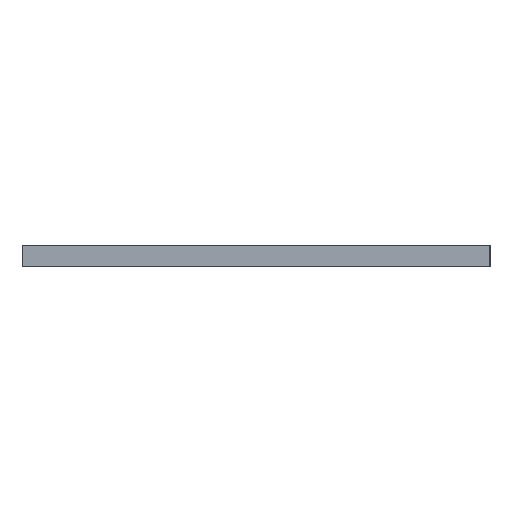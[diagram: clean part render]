
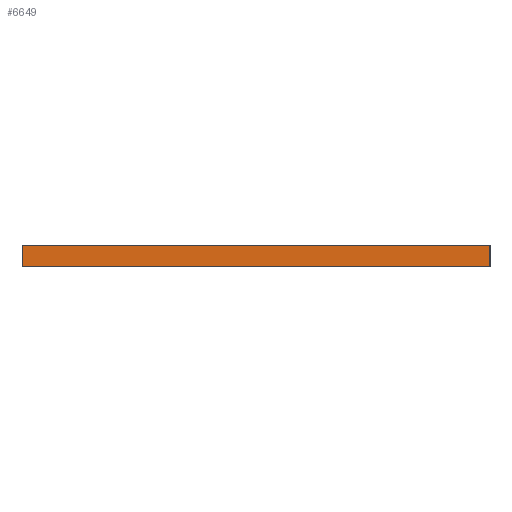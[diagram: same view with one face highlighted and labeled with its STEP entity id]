
A CAD part, left-side view. The second image highlights one B-rep face of the part: STEP entity #6649.
In plain terms, the highlighted planar face has unit normal (-1, 0, 0).
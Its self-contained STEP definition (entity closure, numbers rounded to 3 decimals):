
#1580 = CARTESIAN_POINT ( 'NONE',  ( -75.5, -43.5, 2. ) ) ;
#1650 = DIRECTION ( 'NONE',  ( 0., 0., -1. ) ) ;
#1731 = VERTEX_POINT ( 'NONE', #7125 ) ;
#1778 = EDGE_CURVE ( 'NONE', #6768, #1731, #8450, .T. ) ;
#2154 = VECTOR ( 'NONE', #7356, 1000. ) ;
#2696 = EDGE_LOOP ( 'NONE', ( #8548, #11617, #6146, #3550 ) ) ;
#3201 = CARTESIAN_POINT ( 'NONE',  ( -75.5, 43.5, 2. ) ) ;
#3204 = CARTESIAN_POINT ( 'NONE',  ( -75.5, 43.5, 2. ) ) ;
#3481 = LINE ( 'NONE', #7745, #2154 ) ;
#3550 = ORIENTED_EDGE ( 'NONE', *, *, #11917, .T. ) ;
#4078 = LINE ( 'NONE', #4217, #12732 ) ;
#4111 = FACE_OUTER_BOUND ( 'NONE', #2696, .T. ) ;
#4168 = VECTOR ( 'NONE', #7535, 1000. ) ;
#4217 = CARTESIAN_POINT ( 'NONE',  ( -75.5, 43.5, 2. ) ) ;
#5068 = DIRECTION ( 'NONE',  ( 0., 0., -1. ) ) ;
#6007 = PLANE ( 'NONE',  #8404 ) ;
#6146 = ORIENTED_EDGE ( 'NONE', *, *, #1778, .F. ) ;
#6410 = EDGE_CURVE ( 'NONE', #9008, #11585, #3481, .T. ) ;
#6649 = ADVANCED_FACE ( 'NONE', ( #4111 ), #6007, .F. ) ;
#6768 = VERTEX_POINT ( 'NONE', #3201 ) ;
#7125 = CARTESIAN_POINT ( 'NONE',  ( -75.5, -43.5, 2. ) ) ;
#7187 = DIRECTION ( 'NONE',  ( 1., 0., 0. ) ) ;
#7356 = DIRECTION ( 'NONE',  ( 0., -1., 0. ) ) ;
#7535 = DIRECTION ( 'NONE',  ( 0., -1., 0. ) ) ;
#7745 = CARTESIAN_POINT ( 'NONE',  ( -75.5, 43.5, -2. ) ) ;
#7767 = EDGE_CURVE ( 'NONE', #1731, #11585, #13235, .T. ) ;
#8404 = AXIS2_PLACEMENT_3D ( 'NONE', #11444, #7187, #12625 ) ;
#8450 = LINE ( 'NONE', #3204, #4168 ) ;
#8548 = ORIENTED_EDGE ( 'NONE', *, *, #6410, .T. ) ;
#8634 = VECTOR ( 'NONE', #1650, 1000. ) ;
#9008 = VERTEX_POINT ( 'NONE', #11015 ) ;
#10117 = CARTESIAN_POINT ( 'NONE',  ( -75.5, -43.5, -2. ) ) ;
#11015 = CARTESIAN_POINT ( 'NONE',  ( -75.5, 43.5, -2. ) ) ;
#11444 = CARTESIAN_POINT ( 'NONE',  ( -75.5, 43.5, 2. ) ) ;
#11585 = VERTEX_POINT ( 'NONE', #10117 ) ;
#11617 = ORIENTED_EDGE ( 'NONE', *, *, #7767, .F. ) ;
#11917 = EDGE_CURVE ( 'NONE', #6768, #9008, #4078, .T. ) ;
#12625 = DIRECTION ( 'NONE',  ( 0., 0., -1. ) ) ;
#12732 = VECTOR ( 'NONE', #5068, 1000. ) ;
#13235 = LINE ( 'NONE', #1580, #8634 ) ;
